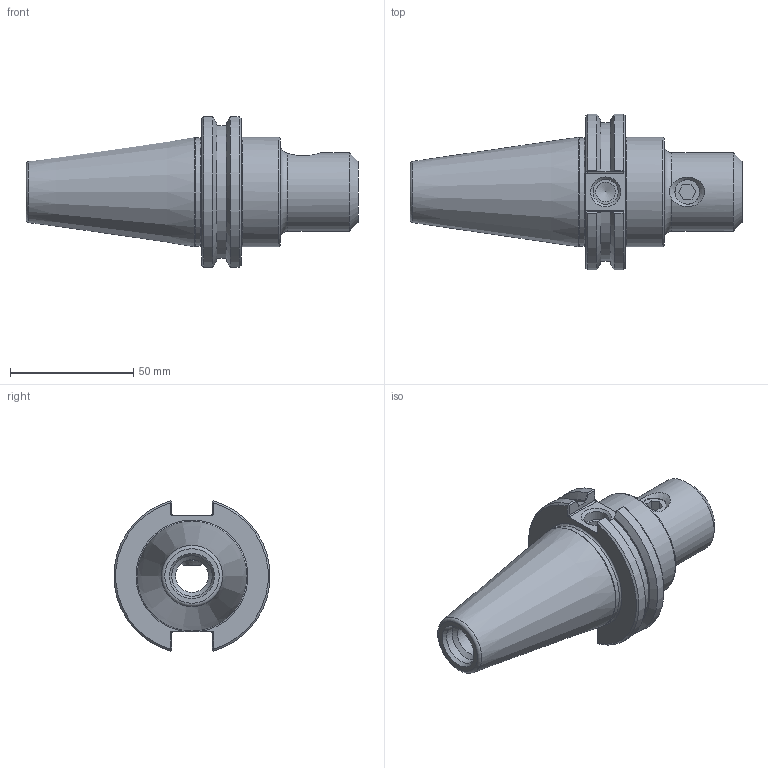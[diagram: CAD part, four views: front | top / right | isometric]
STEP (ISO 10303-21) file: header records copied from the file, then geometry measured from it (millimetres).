
FILE_DESCRIPTION((''),'2;1');
FILE_NAME('C40-56EM2.iam.stp','2014-07-08T14:09:55',(''),(''),'Autodesk Inventor 2012','Autodesk Inventor 2012','');
FILE_SCHEMA(('AUTOMOTIVE_DESIGN { 1 0 10303 214 1 1 1 1 }'));
Length unit declared in the file: inch
Products named in the file (3): C40-56EM2; C40-56EM2-1; 029-917
Assembly tree (2 placements, depth 2):
  C40-56EM2
    C40-56EM2-1
    029-917
Bounding box: 134.8 x 63.26 x 61.11 mm (x, y, z)
Volume: 141468.8 mm3; surface area: 28100.7 mm2
Topology: 2 solids, 2 shells, 106 faces, 271 edges, 173 vertices
Faces by surface type: plane 43, cylinder 30, cone 20, bspline 8, torus 5
Full cylindrical faces by diameter (mm): 8 x1, 9.921 x2, 10.135 x1, 11.113 x1, 13.386 x1, 14.288 x1, 15.24 x1, 16.459 x1, 31.75 x1, 43.942 x1, 44.45 x1
Entity records: 4230 total; most frequent: CARTESIAN_POINT 1759, ORIENTED_EDGE 466, DIRECTION 448, EDGE_CURVE 233, AXIS2_PLACEMENT_3D 174, VERTEX_POINT 164, EDGE_LOOP 143, FACE_OUTER_BOUND 106
